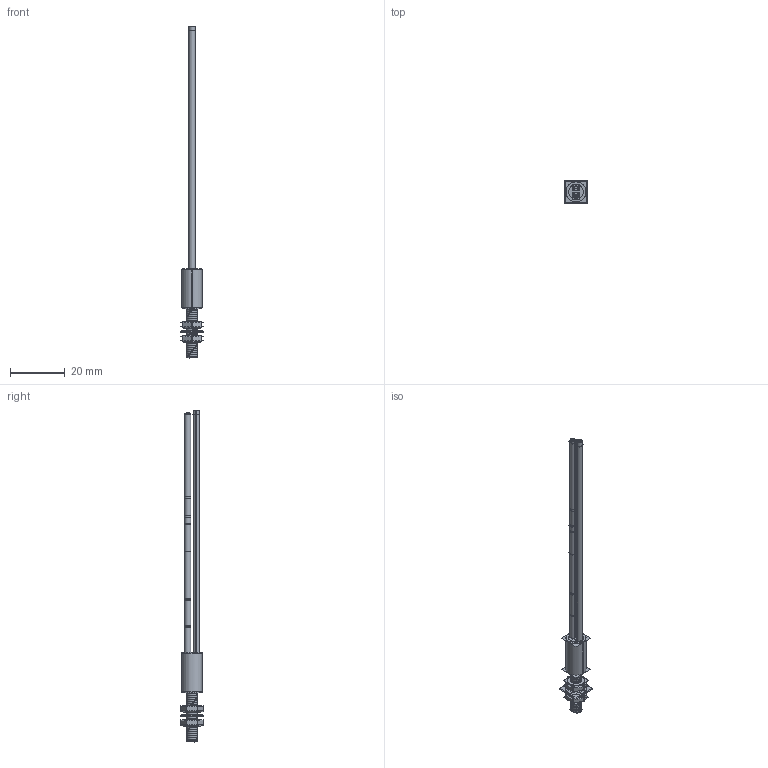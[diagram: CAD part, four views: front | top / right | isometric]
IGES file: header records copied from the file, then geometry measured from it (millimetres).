
Start section:  PTC IGES file: 188697.igs
Global section: file name: 188697.igs; native system: Creo Parametric by Parametric Technology Corporation; preprocessor: 2013230; author: pdmadmin; organization: Unknown; date: 20160112.150447; units: millimetre
Bounding box: 8.32 x 8.32 x 121.84 mm (x, y, z)
Volume: 1219.6 mm3; surface area: 30615.6 mm2
Topology: 31 solids, 35 shells, 666 faces, 3250 edges, 4150 vertices
Faces by surface type: revolution 372, bspline 294
